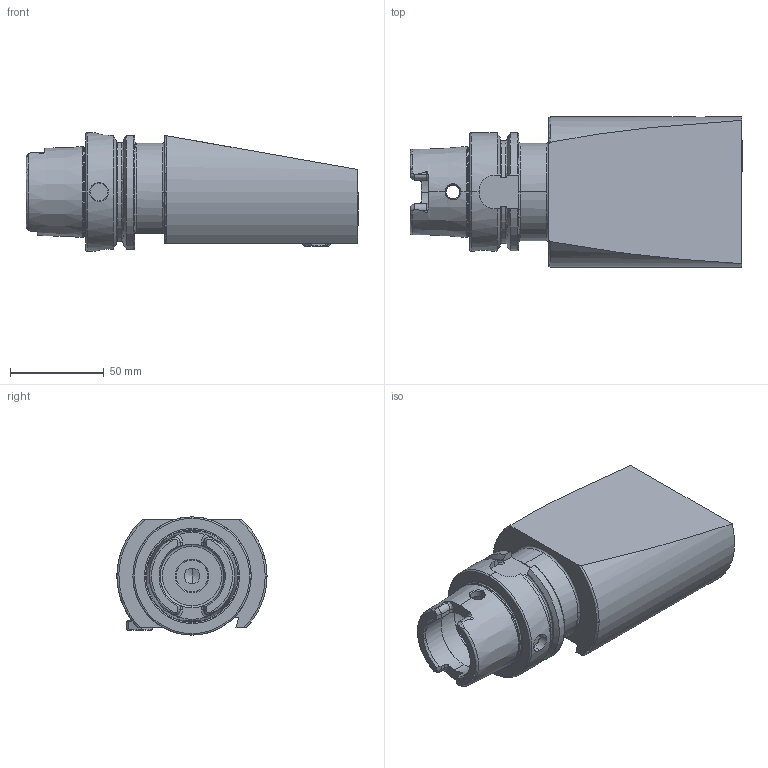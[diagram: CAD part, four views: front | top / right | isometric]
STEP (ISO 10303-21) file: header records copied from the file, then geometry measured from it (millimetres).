
FILE_DESCRIPTION (( 'STEP AP214' ), '1' );
FILE_NAME ('HA6.AM3.K11.145.STEP', '2020-09-17T06:01:33', ( '' ), ( '' ), 'SwSTEP 2.0', 'SolidWorks 2017', '' );
FILE_SCHEMA (( 'AUTOMOTIVE_DESIGN' ));
Length unit declared in the file: millimetre
Products named in the file (6): ISO 4762 - M6 x 16_PreviewCfg; ISO 4035 - M8_PreviewCfg; AM3-ER1.001.020_PreviewCfg; HA6.AM3.K11.145; HA6-AM3.K11.145_C_Fertigbearbeitung; KVT_MB_600_060
Assembly tree (7 placements, depth 2):
  HA6.AM3.K11.145
    HA6-AM3.K11.145_C_Fertigbearbeitung
    ISO 4762 - M6 x 16_PreviewCfg  x3
    AM3-ER1.001.020_PreviewCfg
    ISO 4035 - M8_PreviewCfg
    KVT_MB_600_060
Bounding box: 176.9 x 80 x 63 mm (x, y, z)
Volume: 424933.6 mm3; surface area: 66031 mm2
Topology: 8 solids, 8 shells, 436 faces, 1099 edges, 668 vertices
Faces by surface type: plane 146, cylinder 113, cone 112, torus 51, bspline 12, sphere 2
Entity records: 14980 total; most frequent: CARTESIAN_POINT 4305, ORIENTED_EDGE 1924, DIRECTION 1862, EDGE_CURVE 962, AXIS2_PLACEMENT_3D 738, VERTEX_POINT 599, EDGE_LOOP 413, LINE 386
